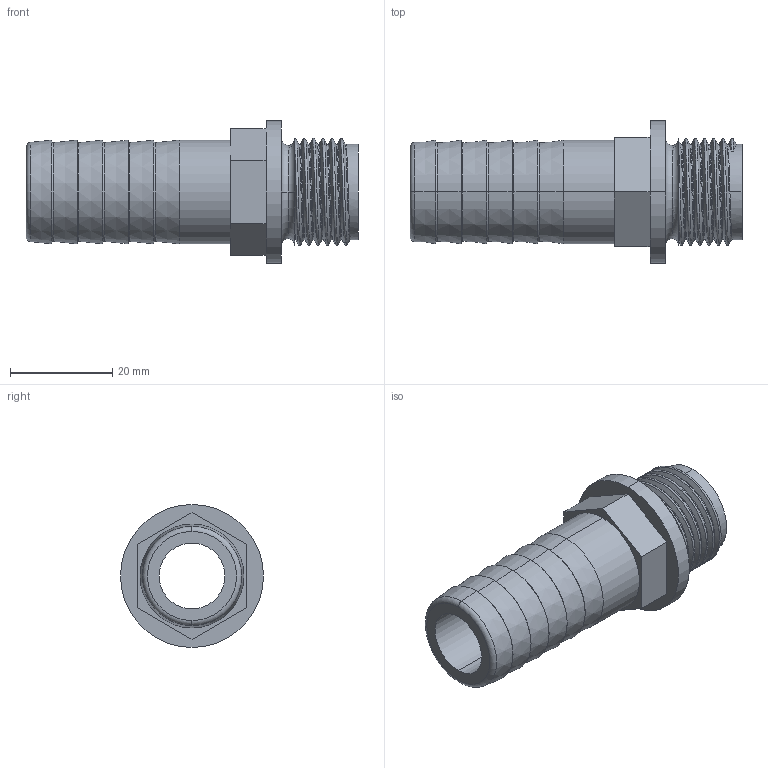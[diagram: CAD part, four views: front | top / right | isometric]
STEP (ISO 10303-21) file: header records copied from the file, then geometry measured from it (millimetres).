
FILE_DESCRIPTION (( 'STEP AP203' ), '1' );
FILE_NAME ('00130_0320.STEP', '2017-05-05T14:46:17', ( '' ), ( '' ), 'SwSTEP 2.0', 'SolidWorks 2011', '' );
FILE_SCHEMA (( 'CONFIG_CONTROL_DESIGN' ));
Length unit declared in the file: millimetre
Products named in the file (1): 00130_0320
Bounding box: 65 x 28 x 28 mm (x, y, z)
Volume: 12568.3 mm3; surface area: 8480.4 mm2
Topology: 1 solids, 1 shells, 88 faces, 199 edges, 122 vertices
Faces by surface type: torus 29, cylinder 21, plane 19, cone 14, bspline 5
Entity records: 5949 total; most frequent: CARTESIAN_POINT 3941, DIRECTION 429, ORIENTED_EDGE 398, EDGE_CURVE 199, AXIS2_PLACEMENT_3D 188, VERTEX_POINT 122, CIRCLE 104, EDGE_LOOP 99
